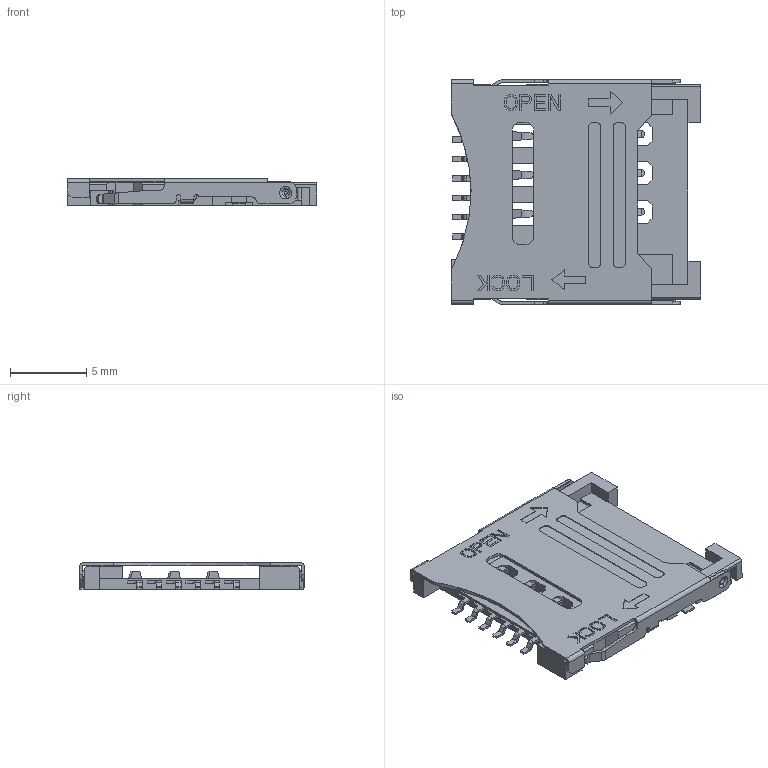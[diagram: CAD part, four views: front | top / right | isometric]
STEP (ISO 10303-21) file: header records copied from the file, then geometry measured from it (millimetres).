
FILE_DESCRIPTION(/* description */ (''),/* implementation_level */ '2;1');
FILE_NAME(/* name */ 'SIM7200-6-0-18-00-A .step',/* time_stamp */ '2021-05-29T19:20:28-05:00',/* author */ (''),/* organization */ (''),/* preprocessor_version */ 'ST-DEVELOPER v18.1',/* originating_system */ 'Autodesk Translation Framework v10.9.0.1377',/* authorisation */ '');
FILE_SCHEMA (('AUTOMOTIVE_DESIGN { 1 0 10303 214 3 1 1 }'));
Length unit declared in the file: millimetre
Products named in the file (1): SIM7200-6-0-18-00-A
Bounding box: 16.35 x 14.7 x 1.75 mm (x, y, z)
Volume: 167.4 mm3; surface area: 978 mm2
Topology: 16 solids, 16 shells, 781 faces, 2149 edges, 1427 vertices
Faces by surface type: plane 612, cylinder 153, bspline 16
Full cylindrical faces by diameter (mm): 0.6 x3, 0.7 x2, 0.9 x6
Entity records: 26294 total; most frequent: CARTESIAN_POINT 6057, ORIENTED_EDGE 4298, DIRECTION 4009, EDGE_CURVE 2149, LINE 1789, VECTOR 1789, VERTEX_POINT 1427, AXIS2_PLACEMENT_3D 1110
